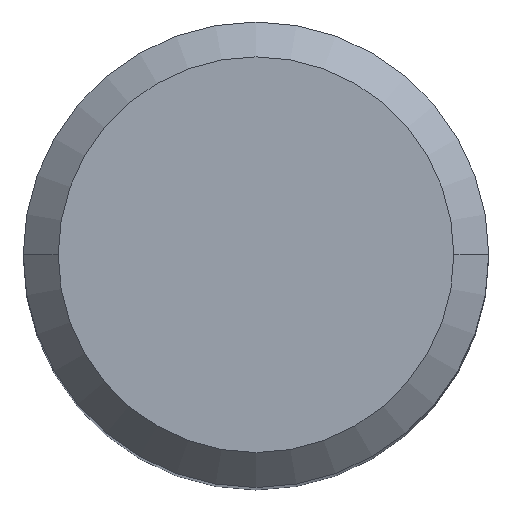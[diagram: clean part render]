
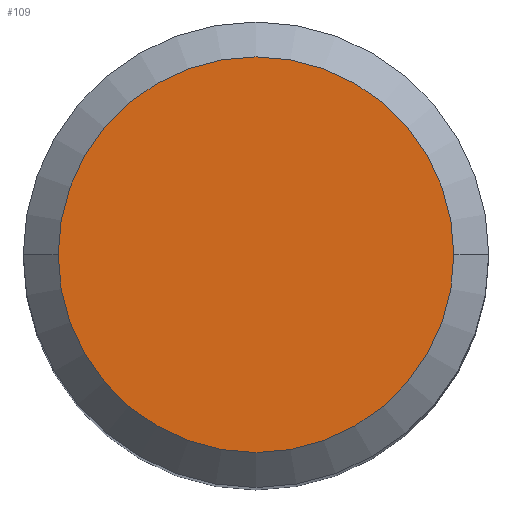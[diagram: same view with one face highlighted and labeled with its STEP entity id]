
A CAD part, top view. The second image highlights one B-rep face of the part: STEP entity #109.
In plain terms, the highlighted planar face has unit normal (0, 0, 1).
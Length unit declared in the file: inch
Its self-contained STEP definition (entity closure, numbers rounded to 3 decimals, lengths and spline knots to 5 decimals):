
#4 = DIRECTION ( 'NONE',  ( 0., 0., -1. ) ) ;
#23 = DIRECTION ( 'NONE',  ( 1., 0., 0. ) ) ;
#56 = AXIS2_PLACEMENT_3D ( 'NONE', #489, #4, #128 ) ;
#69 = ORIENTED_EDGE ( 'NONE', *, *, #481, .T. ) ;
#74 = ORIENTED_EDGE ( 'NONE', *, *, #173, .T. ) ;
#109 = ADVANCED_FACE ( 'NONE', ( #232 ), #321, .F. ) ;
#115 = CARTESIAN_POINT ( 'NONE',  ( -0.26563, 0., 0. ) ) ;
#128 = DIRECTION ( 'NONE',  ( -1., 0., 0. ) ) ;
#130 = DIRECTION ( 'NONE',  ( 0., 0., 1. ) ) ;
#142 = AXIS2_PLACEMENT_3D ( 'NONE', #327, #323, #23 ) ;
#173 = EDGE_CURVE ( 'NONE', #213, #264, #182, .T. ) ;
#182 = CIRCLE ( 'NONE', #334, 0.26563 ) ;
#213 = VERTEX_POINT ( 'NONE', #115 ) ;
#232 = FACE_OUTER_BOUND ( 'NONE', #299, .T. ) ;
#264 = VERTEX_POINT ( 'NONE', #418 ) ;
#279 = DIRECTION ( 'NONE',  ( 1., 0., 0. ) ) ;
#299 = EDGE_LOOP ( 'NONE', ( #74, #69 ) ) ;
#312 = CIRCLE ( 'NONE', #142, 0.26563 ) ;
#321 = PLANE ( 'NONE',  #56 ) ;
#323 = DIRECTION ( 'NONE',  ( 0., 0., 1. ) ) ;
#327 = CARTESIAN_POINT ( 'NONE',  ( 0., 0., 0. ) ) ;
#334 = AXIS2_PLACEMENT_3D ( 'NONE', #359, #130, #279 ) ;
#359 = CARTESIAN_POINT ( 'NONE',  ( 0., 0., 0. ) ) ;
#418 = CARTESIAN_POINT ( 'NONE',  ( 0.26563, 0., 0. ) ) ;
#481 = EDGE_CURVE ( 'NONE', #264, #213, #312, .T. ) ;
#489 = CARTESIAN_POINT ( 'NONE',  ( 0., 0., 0. ) ) ;
